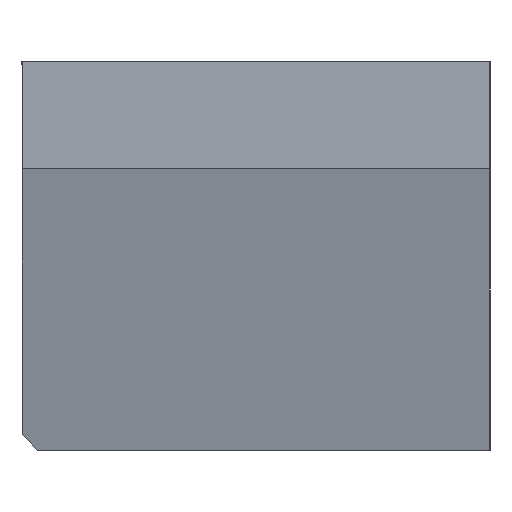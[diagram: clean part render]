
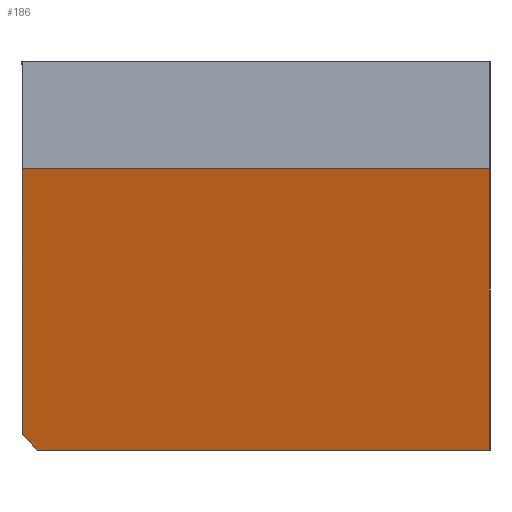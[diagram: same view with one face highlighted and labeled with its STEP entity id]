
A CAD part, left-side view. The second image highlights one B-rep face of the part: STEP entity #186.
In plain terms, the highlighted planar face has unit normal (-0.943, 0.334, 0).
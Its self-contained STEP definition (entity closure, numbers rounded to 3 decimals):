
#186=ADVANCED_FACE('NONE',(#445),#446,.F.);
#445=FACE_OUTER_BOUND('',#774,.T.);
#446=PLANE('',#775);
#774=EDGE_LOOP('',(#1433,#1434,#1435,#1436,#1437));
#775=AXIS2_PLACEMENT_3D('',#1438,#1439,#1440);
#1433=ORIENTED_EDGE('',*,*,#2282,.T.);
#1434=ORIENTED_EDGE('',*,*,#2361,.T.);
#1435=ORIENTED_EDGE('',*,*,#2362,.T.);
#1436=ORIENTED_EDGE('',*,*,#2272,.F.);
#1437=ORIENTED_EDGE('',*,*,#2363,.T.);
#1438=CARTESIAN_POINT('',(-10.463,-29.5,49.0));
#1439=DIRECTION('',(0.942,-0.334,0.0));
#1440=DIRECTION('',(0.0,0.0,-1.0));
#2272=EDGE_CURVE('NONE',#2843,#2845,#2846,.T.);
#2282=EDGE_CURVE('NONE',#2861,#2859,#2862,.T.);
#2361=EDGE_CURVE('NONE',#2859,#2993,#2994,.T.);
#2362=EDGE_CURVE('NONE',#2993,#2845,#2995,.T.);
#2363=EDGE_CURVE('NONE',#2843,#2861,#2996,.T.);
#2843=VERTEX_POINT('NONE',#3648);
#2845=VERTEX_POINT('NONE',#3651);
#2846=LINE('',#3652,#3653);
#2859=VERTEX_POINT('NONE',#3672);
#2861=VERTEX_POINT('NONE',#3675);
#2862=LINE('',#3676,#3677);
#2993=VERTEX_POINT('NONE',#3885);
#2994=LINE('',#3886,#3887);
#2995=LINE('',#3888,#3889);
#2996=LINE('',#3890,#3891);
#3648=CARTESIAN_POINT('',(-10.463,-29.5,35.5));
#3651=CARTESIAN_POINT('',(-10.463,-29.5,0.0));
#3652=CARTESIAN_POINT('',(-10.463,-29.5,49.0));
#3653=VECTOR('',#4251,1000.0);
#3672=CARTESIAN_POINT('',(10.463,29.5,2.));
#3675=CARTESIAN_POINT('',(10.463,29.5,35.5));
#3676=CARTESIAN_POINT('',(10.463,29.5,49.0));
#3677=VECTOR('',#4259,1000.0);
#3885=CARTESIAN_POINT('',(9.754,27.5,0.0));
#3886=CARTESIAN_POINT('',(10.463,29.5,2.0));
#3887=VECTOR('',#4337,1000.0);
#3888=CARTESIAN_POINT('',(-10.463,-29.5,0.0));
#3889=VECTOR('',#4338,1000.0);
#3890=CARTESIAN_POINT('',(-10.463,-29.5,35.5));
#3891=VECTOR('',#4339,1000.0);
#4251=DIRECTION('',(-0.0,-0.0,-1.0));
#4259=DIRECTION('',(-0.0,-0.0,-1.0));
#4337=DIRECTION('',(-0.243,-0.686,-0.686));
#4338=DIRECTION('',(-0.334,-0.942,-0.0));
#4339=DIRECTION('',(0.334,0.942,0.0));
